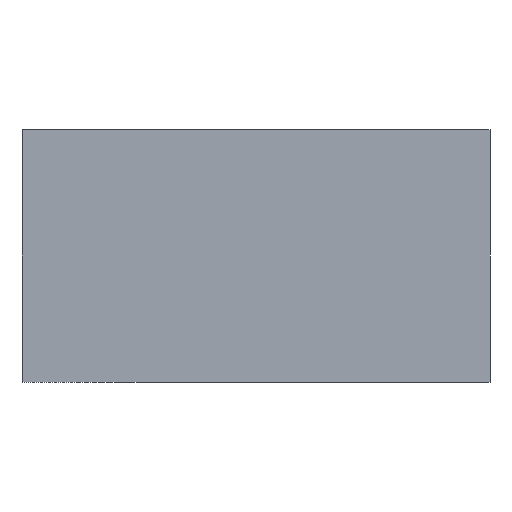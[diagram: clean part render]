
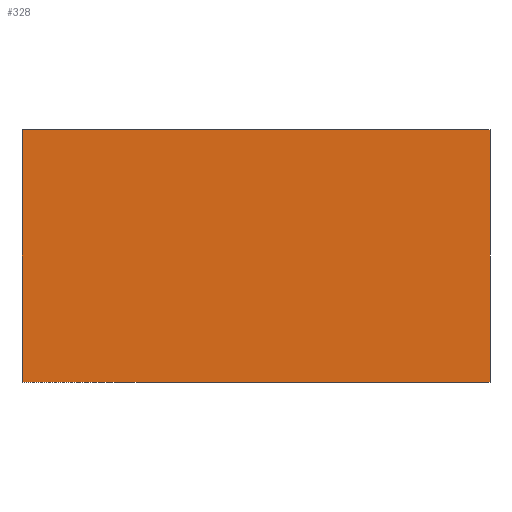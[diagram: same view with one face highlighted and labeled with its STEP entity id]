
A CAD part, front view. The second image highlights one B-rep face of the part: STEP entity #328.
In plain terms, the highlighted planar face has unit normal (0, -1, 0).
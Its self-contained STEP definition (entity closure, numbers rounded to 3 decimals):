
#25=PLANE('',#377);
#43=FACE_OUTER_BOUND('',#61,.T.);
#61=EDGE_LOOP('',(#290,#291,#292,#293));
#91=LINE('',#531,#128);
#96=LINE('',#554,#133);
#97=LINE('',#555,#134);
#98=LINE('',#556,#135);
#128=VECTOR('',#427,10.);
#133=VECTOR('',#458,10.);
#134=VECTOR('',#459,10.);
#135=VECTOR('',#460,10.);
#169=VERTEX_POINT('',#528);
#170=VERTEX_POINT('',#530);
#174=VERTEX_POINT('',#552);
#175=VERTEX_POINT('',#553);
#204=EDGE_CURVE('',#169,#170,#91,.T.);
#215=EDGE_CURVE('',#174,#175,#96,.T.);
#216=EDGE_CURVE('',#175,#170,#97,.T.);
#217=EDGE_CURVE('',#174,#169,#98,.T.);
#290=ORIENTED_EDGE('',*,*,#215,.T.);
#291=ORIENTED_EDGE('',*,*,#216,.T.);
#292=ORIENTED_EDGE('',*,*,#204,.F.);
#293=ORIENTED_EDGE('',*,*,#217,.F.);
#328=ADVANCED_FACE('',(#43),#25,.T.);
#377=AXIS2_PLACEMENT_3D('',#551,#456,#457);
#427=DIRECTION('',(1.,0.,0.));
#456=DIRECTION('center_axis',(0.,-1.,0.));
#457=DIRECTION('ref_axis',(1.,0.,0.));
#458=DIRECTION('',(1.,0.,0.));
#459=DIRECTION('',(0.,0.,1.));
#460=DIRECTION('',(0.,0.,1.));
#528=CARTESIAN_POINT('',(-12.5,0.,13.5));
#530=CARTESIAN_POINT('',(12.5,0.,13.5));
#531=CARTESIAN_POINT('',(-12.5,0.,13.5));
#551=CARTESIAN_POINT('Origin',(-12.5,0.,0.));
#552=CARTESIAN_POINT('',(-12.5,0.,0.));
#553=CARTESIAN_POINT('',(12.5,0.,0.));
#554=CARTESIAN_POINT('',(-12.5,0.,0.));
#555=CARTESIAN_POINT('',(12.5,0.,0.));
#556=CARTESIAN_POINT('',(-12.5,0.,0.));
